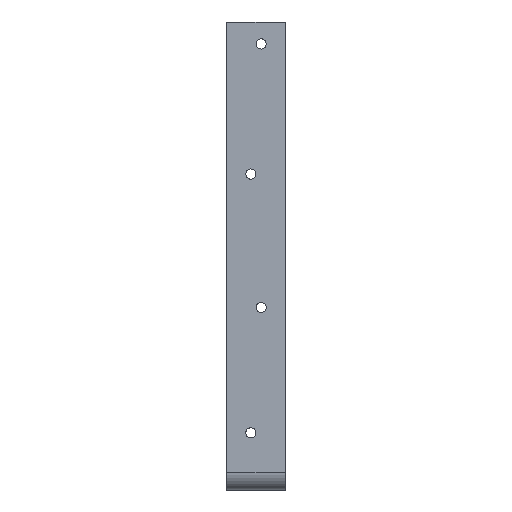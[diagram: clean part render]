
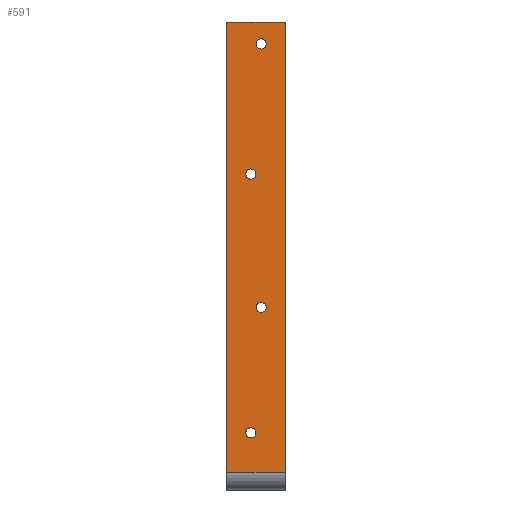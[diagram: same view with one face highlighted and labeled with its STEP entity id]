
A CAD part, left-side view. The second image highlights one B-rep face of the part: STEP entity #591.
In plain terms, the highlighted planar face has unit normal (-1, 0, 0).
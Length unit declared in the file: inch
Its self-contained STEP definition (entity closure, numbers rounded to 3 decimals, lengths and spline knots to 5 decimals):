
#8 = CIRCLE ( 'NONE', #1147, 0.108 ) ;
#11 = EDGE_CURVE ( 'NONE', #1083, #780, #629, .T. ) ;
#26 = DIRECTION ( 'NONE',  ( 0., 0., -1. ) ) ;
#33 = CARTESIAN_POINT ( 'NONE',  ( 0., 0.11, 6.751 ) ) ;
#50 = DIRECTION ( 'NONE',  ( 0., -1., 0. ) ) ;
#88 = CARTESIAN_POINT ( 'NONE',  ( 0., -0.11, 3.901 ) ) ;
#101 = DIRECTION ( 'NONE',  ( 0., 0., 1. ) ) ;
#104 = CIRCLE ( 'NONE', #108, 0.108 ) ;
#108 = AXIS2_PLACEMENT_3D ( 'NONE', #166, #479, #1335 ) ;
#136 = FACE_BOUND ( 'NONE', #160, .T. ) ;
#153 = CARTESIAN_POINT ( 'NONE',  ( 0., 0.11, 6.643 ) ) ;
#160 = EDGE_LOOP ( 'NONE', ( #456, #640 ) ) ;
#166 = CARTESIAN_POINT ( 'NONE',  ( 0., -0.11, 9.531 ) ) ;
#167 = EDGE_CURVE ( 'NONE', #290, #427, #302, .T. ) ;
#172 = CARTESIAN_POINT ( 'NONE',  ( 0., 0.625, 10. ) ) ;
#178 = DIRECTION ( 'NONE',  ( 0., -1., 0. ) ) ;
#189 = CARTESIAN_POINT ( 'NONE',  ( 0., 0.11, 6.859 ) ) ;
#208 = VERTEX_POINT ( 'NONE', #431 ) ;
#218 = CARTESIAN_POINT ( 'NONE',  ( 0., -0.11, 3.793 ) ) ;
#233 = ORIENTED_EDGE ( 'NONE', *, *, #1286, .F. ) ;
#254 = CARTESIAN_POINT ( 'NONE',  ( 0., -0.11, 4.009 ) ) ;
#261 = CARTESIAN_POINT ( 'NONE',  ( 0., -0.11, 3.901 ) ) ;
#266 = LINE ( 'NONE', #615, #1149 ) ;
#272 = VERTEX_POINT ( 'NONE', #1291 ) ;
#275 = DIRECTION ( 'NONE',  ( 1., 0., 0. ) ) ;
#278 = CARTESIAN_POINT ( 'NONE',  ( 0., 0.625, 0.375 ) ) ;
#286 = ORIENTED_EDGE ( 'NONE', *, *, #764, .F. ) ;
#290 = VERTEX_POINT ( 'NONE', #466 ) ;
#302 = CIRCLE ( 'NONE', #1030, 0.108 ) ;
#333 = LINE ( 'NONE', #779, #1150 ) ;
#343 = DIRECTION ( 'NONE',  ( 0., 0., 1. ) ) ;
#345 = DIRECTION ( 'NONE',  ( 1., 0., 0. ) ) ;
#376 = ORIENTED_EDGE ( 'NONE', *, *, #666, .T. ) ;
#386 = VECTOR ( 'NONE', #178, 39.37008 ) ;
#400 = LINE ( 'NONE', #1190, #541 ) ;
#401 = FACE_BOUND ( 'NONE', #1155, .T. ) ;
#405 = DIRECTION ( 'NONE',  ( 0., 0., -1. ) ) ;
#407 = AXIS2_PLACEMENT_3D ( 'NONE', #33, #454, #1012 ) ;
#411 = ORIENTED_EDGE ( 'NONE', *, *, #930, .T. ) ;
#413 = CARTESIAN_POINT ( 'NONE',  ( 0., 0.11, 6.751 ) ) ;
#426 = ORIENTED_EDGE ( 'NONE', *, *, #11, .T. ) ;
#427 = VERTEX_POINT ( 'NONE', #887 ) ;
#431 = CARTESIAN_POINT ( 'NONE',  ( 0., -0.625, 10. ) ) ;
#454 = DIRECTION ( 'NONE',  ( 1., 0., 0. ) ) ;
#456 = ORIENTED_EDGE ( 'NONE', *, *, #753, .T. ) ;
#466 = CARTESIAN_POINT ( 'NONE',  ( 0., -0.11, 9.423 ) ) ;
#468 = VERTEX_POINT ( 'NONE', #476 ) ;
#476 = CARTESIAN_POINT ( 'NONE',  ( 0., 0.625, 0.375 ) ) ;
#479 = DIRECTION ( 'NONE',  ( 1., 0., 0. ) ) ;
#498 = FACE_BOUND ( 'NONE', #1039, .T. ) ;
#503 = VERTEX_POINT ( 'NONE', #254 ) ;
#531 = FACE_OUTER_BOUND ( 'NONE', #1283, .T. ) ;
#541 = VECTOR ( 'NONE', #26, 39.37008 ) ;
#547 = AXIS2_PLACEMENT_3D ( 'NONE', #413, #733, #101 ) ;
#556 = DIRECTION ( 'NONE',  ( 0., 0., 1. ) ) ;
#591 = ADVANCED_FACE ( 'NONE', ( #498, #136, #401, #664, #531 ), #711, .T. ) ;
#602 = VERTEX_POINT ( 'NONE', #722 ) ;
#615 = CARTESIAN_POINT ( 'NONE',  ( 0., 0.625, 10. ) ) ;
#629 = CIRCLE ( 'NONE', #547, 0.108 ) ;
#640 = ORIENTED_EDGE ( 'NONE', *, *, #1040, .T. ) ;
#664 = FACE_BOUND ( 'NONE', #1188, .T. ) ;
#665 = DIRECTION ( 'NONE',  ( 0., 0., 1. ) ) ;
#666 = EDGE_CURVE ( 'NONE', #468, #1322, #1169, .T. ) ;
#711 = PLANE ( 'NONE',  #1006 ) ;
#715 = EDGE_CURVE ( 'NONE', #272, #602, #8, .T. ) ;
#722 = CARTESIAN_POINT ( 'NONE',  ( 0., 0.11, 1.329 ) ) ;
#733 = DIRECTION ( 'NONE',  ( 1., 0., 0. ) ) ;
#753 = EDGE_CURVE ( 'NONE', #1223, #503, #947, .T. ) ;
#764 = EDGE_CURVE ( 'NONE', #1186, #208, #333, .T. ) ;
#779 = CARTESIAN_POINT ( 'NONE',  ( 0., 0.625, 10. ) ) ;
#780 = VERTEX_POINT ( 'NONE', #153 ) ;
#799 = ORIENTED_EDGE ( 'NONE', *, *, #715, .T. ) ;
#823 = CIRCLE ( 'NONE', #854, 0.108 ) ;
#836 = ORIENTED_EDGE ( 'NONE', *, *, #1091, .T. ) ;
#847 = ORIENTED_EDGE ( 'NONE', *, *, #167, .T. ) ;
#854 = AXIS2_PLACEMENT_3D ( 'NONE', #88, #923, #1144 ) ;
#885 = EDGE_CURVE ( 'NONE', #602, #272, #1044, .T. ) ;
#886 = AXIS2_PLACEMENT_3D ( 'NONE', #261, #345, #556 ) ;
#887 = CARTESIAN_POINT ( 'NONE',  ( 0., -0.11, 9.639 ) ) ;
#891 = EDGE_CURVE ( 'NONE', #427, #290, #104, .T. ) ;
#923 = DIRECTION ( 'NONE',  ( 1., 0., 0. ) ) ;
#930 = EDGE_CURVE ( 'NONE', #780, #1083, #1010, .T. ) ;
#947 = CIRCLE ( 'NONE', #886, 0.108 ) ;
#1006 = AXIS2_PLACEMENT_3D ( 'NONE', #172, #1139, #1016 ) ;
#1008 = CARTESIAN_POINT ( 'NONE',  ( 0., 0.11, 1.221 ) ) ;
#1010 = CIRCLE ( 'NONE', #407, 0.108 ) ;
#1012 = DIRECTION ( 'NONE',  ( 0., 0., 1. ) ) ;
#1016 = DIRECTION ( 'NONE',  ( 0., 0., 1. ) ) ;
#1030 = AXIS2_PLACEMENT_3D ( 'NONE', #1296, #1078, #343 ) ;
#1039 = EDGE_LOOP ( 'NONE', ( #799, #1205 ) ) ;
#1040 = EDGE_CURVE ( 'NONE', #503, #1223, #823, .T. ) ;
#1044 = CIRCLE ( 'NONE', #1198, 0.108 ) ;
#1078 = DIRECTION ( 'NONE',  ( 1., 0., 0. ) ) ;
#1083 = VERTEX_POINT ( 'NONE', #189 ) ;
#1091 = EDGE_CURVE ( 'NONE', #1186, #468, #266, .T. ) ;
#1096 = DIRECTION ( 'NONE',  ( 1., 0., 0. ) ) ;
#1139 = DIRECTION ( 'NONE',  ( -1., 0., 0. ) ) ;
#1144 = DIRECTION ( 'NONE',  ( 0., 0., 1. ) ) ;
#1147 = AXIS2_PLACEMENT_3D ( 'NONE', #1319, #1096, #665 ) ;
#1149 = VECTOR ( 'NONE', #405, 39.37008 ) ;
#1150 = VECTOR ( 'NONE', #50, 39.37008 ) ;
#1155 = EDGE_LOOP ( 'NONE', ( #411, #426 ) ) ;
#1161 = CARTESIAN_POINT ( 'NONE',  ( 0., 0.625, 10. ) ) ;
#1169 = LINE ( 'NONE', #278, #386 ) ;
#1186 = VERTEX_POINT ( 'NONE', #1161 ) ;
#1188 = EDGE_LOOP ( 'NONE', ( #847, #1282 ) ) ;
#1190 = CARTESIAN_POINT ( 'NONE',  ( 0., -0.625, 10. ) ) ;
#1198 = AXIS2_PLACEMENT_3D ( 'NONE', #1008, #275, #1233 ) ;
#1205 = ORIENTED_EDGE ( 'NONE', *, *, #885, .T. ) ;
#1223 = VERTEX_POINT ( 'NONE', #218 ) ;
#1233 = DIRECTION ( 'NONE',  ( 0., 0., 1. ) ) ;
#1274 = CARTESIAN_POINT ( 'NONE',  ( 0., -0.625, 0.375 ) ) ;
#1282 = ORIENTED_EDGE ( 'NONE', *, *, #891, .T. ) ;
#1283 = EDGE_LOOP ( 'NONE', ( #233, #286, #836, #376 ) ) ;
#1286 = EDGE_CURVE ( 'NONE', #208, #1322, #400, .T. ) ;
#1291 = CARTESIAN_POINT ( 'NONE',  ( 0., 0.11, 1.113 ) ) ;
#1296 = CARTESIAN_POINT ( 'NONE',  ( 0., -0.11, 9.531 ) ) ;
#1319 = CARTESIAN_POINT ( 'NONE',  ( 0., 0.11, 1.221 ) ) ;
#1322 = VERTEX_POINT ( 'NONE', #1274 ) ;
#1335 = DIRECTION ( 'NONE',  ( 0., 0., 1. ) ) ;
